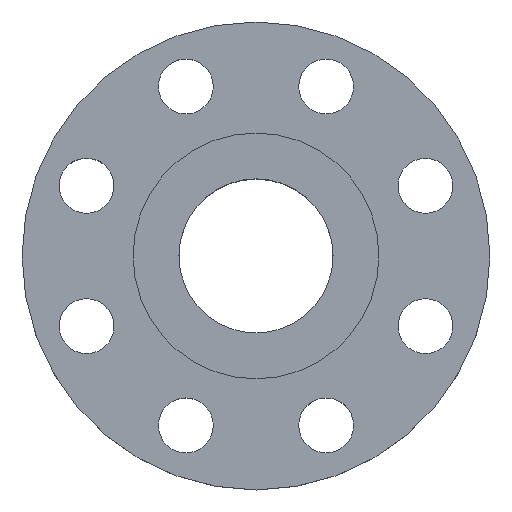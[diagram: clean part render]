
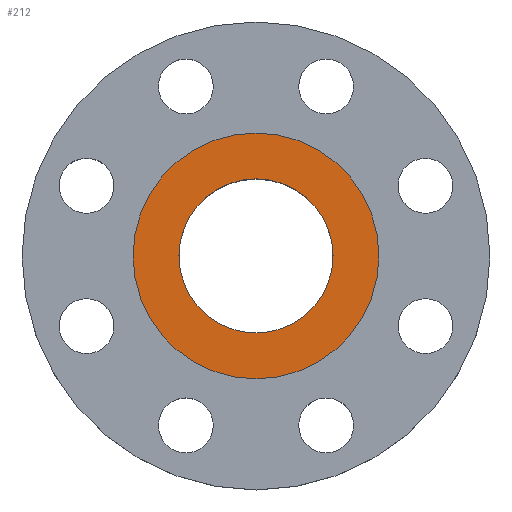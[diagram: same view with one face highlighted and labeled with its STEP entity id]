
A CAD part, top view. The second image highlights one B-rep face of the part: STEP entity #212.
In plain terms, the highlighted planar face has unit normal (0, 0, 1).
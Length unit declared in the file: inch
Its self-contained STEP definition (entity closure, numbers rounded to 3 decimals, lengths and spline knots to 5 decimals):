
#7 = DIRECTION ( 'NONE',  ( 0., 0., 1. ) ) ;
#27 = CIRCLE ( 'NONE', #654, 1.97 ) ;
#29 = VERTEX_POINT ( 'NONE', #467 ) ;
#35 = CIRCLE ( 'NONE', #865, 1.97 ) ;
#47 = CARTESIAN_POINT ( 'NONE',  ( 0., 0., 0.0625 ) ) ;
#57 = DIRECTION ( 'NONE',  ( 0., 0., 1. ) ) ;
#65 = DIRECTION ( 'NONE',  ( 1., 0., 0. ) ) ;
#83 = CARTESIAN_POINT ( 'NONE',  ( 1.235, 0., 0.0625 ) ) ;
#99 = CARTESIAN_POINT ( 'NONE',  ( 0., 0., 0.0625 ) ) ;
#103 = DIRECTION ( 'NONE',  ( 1., 0., 0. ) ) ;
#128 = CIRCLE ( 'NONE', #1105, 1.235 ) ;
#162 = VERTEX_POINT ( 'NONE', #241 ) ;
#212 = ADVANCED_FACE ( 'NONE', ( #916, #590 ), #1021, .T. ) ;
#219 = ORIENTED_EDGE ( 'NONE', *, *, #861, .F. ) ;
#241 = CARTESIAN_POINT ( 'NONE',  ( -1.97, 0., 0.0625 ) ) ;
#248 = DIRECTION ( 'NONE',  ( 1., 0., 0. ) ) ;
#252 = AXIS2_PLACEMENT_3D ( 'NONE', #570, #665, #248 ) ;
#263 = DIRECTION ( 'NONE',  ( 1., 0., 0. ) ) ;
#329 = VERTEX_POINT ( 'NONE', #83 ) ;
#338 = EDGE_CURVE ( 'NONE', #162, #29, #35, .T. ) ;
#352 = AXIS2_PLACEMENT_3D ( 'NONE', #429, #788, #263 ) ;
#390 = EDGE_LOOP ( 'NONE', ( #219, #439 ) ) ;
#429 = CARTESIAN_POINT ( 'NONE',  ( 0., 0., 0.0625 ) ) ;
#439 = ORIENTED_EDGE ( 'NONE', *, *, #791, .F. ) ;
#467 = CARTESIAN_POINT ( 'NONE',  ( 1.97, 0., 0.0625 ) ) ;
#491 = ORIENTED_EDGE ( 'NONE', *, *, #338, .T. ) ;
#524 = DIRECTION ( 'NONE',  ( 0., 0., 1. ) ) ;
#570 = CARTESIAN_POINT ( 'NONE',  ( 0., 0., 0.0625 ) ) ;
#586 = EDGE_LOOP ( 'NONE', ( #491, #959 ) ) ;
#590 = FACE_OUTER_BOUND ( 'NONE', #586, .T. ) ;
#654 = AXIS2_PLACEMENT_3D ( 'NONE', #47, #57, #65 ) ;
#665 = DIRECTION ( 'NONE',  ( 0., 0., 1. ) ) ;
#701 = DIRECTION ( 'NONE',  ( 1., 0., 0. ) ) ;
#788 = DIRECTION ( 'NONE',  ( 0., 0., 1. ) ) ;
#790 = VERTEX_POINT ( 'NONE', #951 ) ;
#791 = EDGE_CURVE ( 'NONE', #329, #790, #835, .T. ) ;
#835 = CIRCLE ( 'NONE', #352, 1.235 ) ;
#861 = EDGE_CURVE ( 'NONE', #790, #329, #128, .T. ) ;
#865 = AXIS2_PLACEMENT_3D ( 'NONE', #99, #7, #103 ) ;
#916 = FACE_BOUND ( 'NONE', #390, .T. ) ;
#951 = CARTESIAN_POINT ( 'NONE',  ( -1.235, 0., 0.0625 ) ) ;
#959 = ORIENTED_EDGE ( 'NONE', *, *, #1084, .T. ) ;
#1020 = CARTESIAN_POINT ( 'NONE',  ( 0., 0., 0.0625 ) ) ;
#1021 = PLANE ( 'NONE',  #252 ) ;
#1084 = EDGE_CURVE ( 'NONE', #29, #162, #27, .T. ) ;
#1105 = AXIS2_PLACEMENT_3D ( 'NONE', #1020, #524, #701 ) ;
